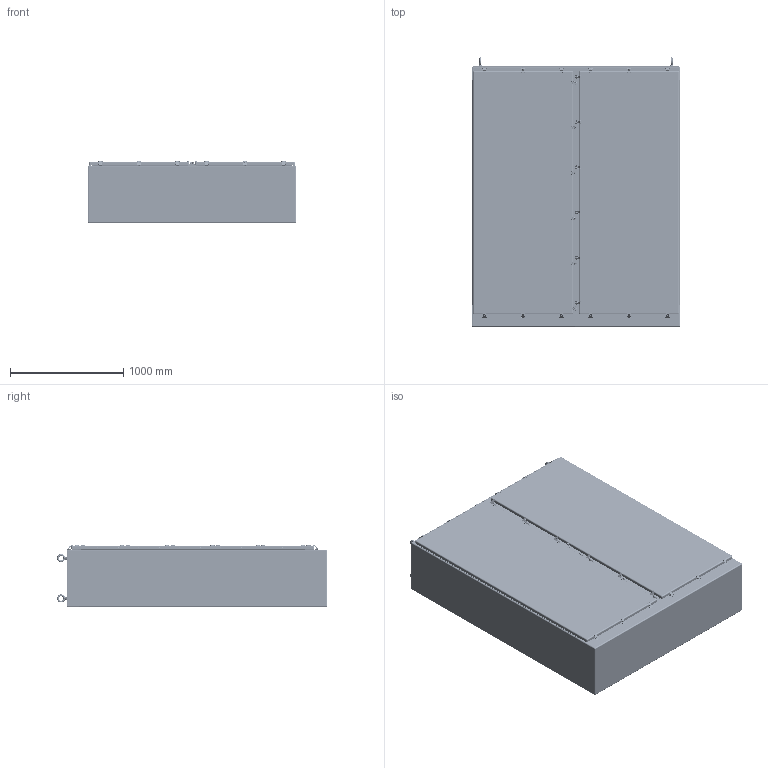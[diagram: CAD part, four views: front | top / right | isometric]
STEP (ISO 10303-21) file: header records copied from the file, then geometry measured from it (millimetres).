
FILE_DESCRIPTION(/* description */ (''),/* implementation_level */ '2;1');
FILE_NAME(/* name */ 'HW-N4X907220CH.stp',/* time_stamp */ '2014-04-17T15:29:09-05:00',/* author */ ('jtigges'),/* organization */ (''),/* preprocessor_version */ 'ST-DEVELOPER v15.2',/* originating_system */ 'Autodesk Inventor 2014',/* authorisation */ '');
FILE_SCHEMA (('AUTOMOTIVE_DESIGN { 1 0 10303 214 3 1 1 }'));
Length unit declared in the file: inch
Products named in the file (27): N907220FSDDHWT_BOX; N907220FSDD_RMFBGL_CHANNEL; RMFBGL_ANGLE; RMFBGL_PLATE_4X4X0-125; RMFBGL_PLATE_4X6X0-25; N907220FSDDHWT_COVER; GASKET_FSDD_90X72; WP9072FSU; SS_78_HINGE; RMRIV66; LL150 LATCH WING; LL150 LATCH BASE; LL150 LATCH HINGE PIN; RMRIV46; LL150 LATCH CAM; LL150 LATCH; RMSTUD202430PL; EYE_BOLT750; RMFBGL_C-CHANNEL_20-2_DD; WASHER812X1469X134; HEXNUT75; RMWASAN960C10L; RMWAS375X125X062; LL150  LATCH KEEPER PAD; LL150 LATCH RIVET PIN; LL150 KEEPER PAD ASSEMBLY; N907220FSDDHWT_STP
Bounding box: 1841.5 x 2381.99 x 549.15 mm (x, y, z)
Volume: 89221033.4 mm3; surface area: 29097414.3 mm2
Topology: 417 solids, 417 shells, 7138 faces, 16224 edges, 9996 vertices
Faces by surface type: cylinder 2866, plane 2528, torus 948, sphere 320, cone 308, bspline 168
Full cylindrical faces by diameter (mm): 1.587 x48, 1.905 x48, 3.048 x2, 3.175 x72, 3.302 x48, 3.353 x42, 3.429 x48, 3.5 x48, 3.556 x120, 3.969 x48, 4.699 x44, 4.762 x48, 5.08 x48, 5.105 x88, 5.283 x22, 9.525 x136, 11.125 x22, 15.875 x2, 16.307 x4, 16.85 x76, 19.05 x82, 20.625 x4, 37.313 x4
Entity records: 38071 total; most frequent: CARTESIAN_POINT 17903, DIRECTION 4393, ORIENTED_EDGE 3268, AXIS2_PLACEMENT_3D 1894, EDGE_CURVE 1634, EDGE_LOOP 1354, VERTEX_POINT 1156, CIRCLE 820
